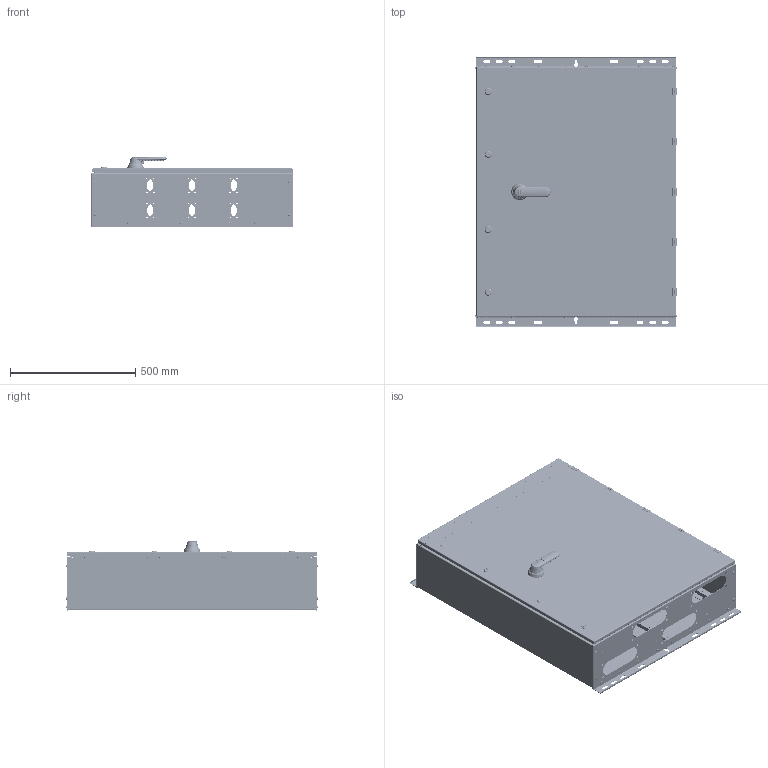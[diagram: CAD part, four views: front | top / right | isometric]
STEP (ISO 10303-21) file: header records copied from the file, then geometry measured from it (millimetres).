
FILE_DESCRIPTION((''),'2;1');
FILE_NAME('OT800EBCC3TZ_ASM','2018-02-27T',('FIMABER1'),(''),'CREO PARAMETRIC BY PTC INC, 2017170','CREO PARAMETRIC BY PTC INC, 2017170','');
FILE_SCHEMA(('CONFIG_CONTROL_DESIGN'));
Products named in the file (26): MSCZL8102CC_OMA; MSCZK810CC_OMA; YKLW3776_OMA; MSCZY51_OMA; FPTNM5X8X-KOM_TX; OEZXL_5_BA_1; OEZXL_5_AA_1; OEZXL_5C_1; OEZXL5_OMA_ASM; FPTTM5X12X_TORX_1; OTKM8102_OMA_ASM; OEZXL2_OMA; MSCZN828CC_OMA; FPTNM5X12_TX_IDEAS_A; CXBY_68339P3_9_; CXBY68352_2_; CXBY_68345P4_9_OMA; SONICLOCKM4X7_5_OMA; FPMH3X12X-TX8_OMA; CXBY68344__OMA; CXBY68346_5_OMA; CXBY_68335P2_OMA; CXBY_68347P1492_1_OMA; FSEPBY3X25_OMA; OH_125J_OMA_ASM; OT800EBCC3TZ_ASM
Assembly tree (76 placements, depth 4):
  OT800EBCC3TZ_ASM
    OTKM8102_OMA_ASM
      MSCZL8102CC_OMA
      MSCZK810CC_OMA
      YKLW3776_OMA
      MSCZY51_OMA  x4
      FPTNM5X8X-KOM_TX  x8
      OEZXL5_OMA_ASM  x5
        OEZXL_5_BA_1
        OEZXL_5_AA_1
        OEZXL_5C_1
      FPTTM5X12X_TORX_1  x5
    OEZXL2_OMA  x4
    MSCZN828CC_OMA  x2
    FPTNM5X12_TX_IDEAS_A  x28
    OH_125J_OMA_ASM
      CXBY_68339P3_9_
      CXBY68352_2_
      CXBY_68345P4_9_OMA
      SONICLOCKM4X7_5_OMA  x2
      FPMH3X12X-TX8_OMA  x2
      CXBY68344__OMA
      CXBY68346_5_OMA
      CXBY_68335P2_OMA
      CXBY_68347P1492_1_OMA
      FSEPBY3X25_OMA
Bounding box: 804.01 x 1077 x 281.33 mm (x, y, z)
Volume: 4761394.6 mm3; surface area: 5946556.1 mm2
Topology: 84 solids, 88 shells, 5696 faces, 14614 edges, 9360 vertices
Faces by surface type: plane 2812, cylinder 1961, bspline 325, torus 322, cone 221, sphere 41, extrusion 14
Entity records: 186138 total; most frequent: CARTESIAN_POINT 55525, ORIENTED_EDGE 20544, DIRECTION 20226, EDGE_CURVE 10272, AXIS2_PLACEMENT_3D 7412, VERTEX_POINT 6596, VECTOR 5402, PRESENTATION_STYLE_ASSIGNMENT 5401
